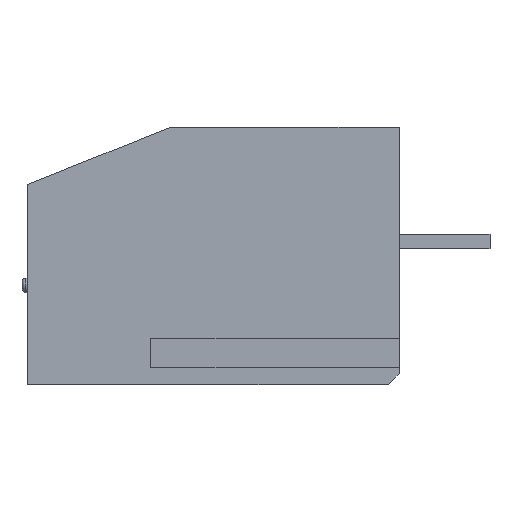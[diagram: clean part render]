
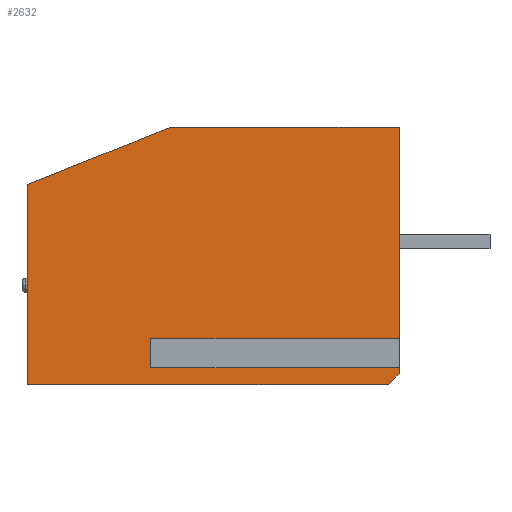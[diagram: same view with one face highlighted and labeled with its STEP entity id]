
A CAD part, left-side view. The second image highlights one B-rep face of the part: STEP entity #2632.
In plain terms, the highlighted planar face has unit normal (-1, 0, 0).
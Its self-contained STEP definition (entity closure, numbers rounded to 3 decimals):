
#230=FACE_OUTER_BOUND('',#374,.T.);
#374=EDGE_LOOP('',(#2063,#2064,#2065,#2066,#2067,#2068,#2069,#2070,#2071,
#2072));
#439=LINE('',#3651,#722);
#442=LINE('',#3656,#725);
#444=LINE('',#3660,#727);
#572=LINE('',#4382,#855);
#614=LINE('',#4465,#897);
#615=LINE('',#4467,#898);
#616=LINE('',#4469,#899);
#617=LINE('',#4471,#900);
#618=LINE('',#4472,#901);
#619=LINE('',#4473,#902);
#722=VECTOR('',#2927,10.);
#725=VECTOR('',#2932,10.);
#727=VECTOR('',#2936,10.);
#855=VECTOR('',#3302,0.539);
#897=VECTOR('',#3378,0.991);
#898=VECTOR('',#3379,10.);
#899=VECTOR('',#3380,10.);
#900=VECTOR('',#3381,4.679);
#901=VECTOR('',#3382,2.413);
#902=VECTOR('',#3383,0.991);
#1005=VERTEX_POINT('',#3649);
#1006=VERTEX_POINT('',#3650);
#1007=VERTEX_POINT('',#3655);
#1008=VERTEX_POINT('',#3659);
#1136=VERTEX_POINT('',#4379);
#1137=VERTEX_POINT('',#4381);
#1161=VERTEX_POINT('',#4464);
#1162=VERTEX_POINT('',#4466);
#1163=VERTEX_POINT('',#4468);
#1164=VERTEX_POINT('',#4470);
#1249=EDGE_CURVE('',#1005,#1006,#439,.T.);
#1252=EDGE_CURVE('',#1007,#1005,#442,.T.);
#1254=EDGE_CURVE('',#1006,#1008,#444,.T.);
#1444=EDGE_CURVE('',#1137,#1136,#572,.T.);
#1486=EDGE_CURVE('',#1161,#1008,#614,.T.);
#1487=EDGE_CURVE('',#1162,#1161,#615,.T.);
#1488=EDGE_CURVE('',#1162,#1163,#616,.T.);
#1489=EDGE_CURVE('',#1164,#1163,#617,.T.);
#1490=EDGE_CURVE('',#1137,#1164,#618,.T.);
#1491=EDGE_CURVE('',#1007,#1136,#619,.T.);
#2063=ORIENTED_EDGE('',*,*,#1254,.T.);
#2064=ORIENTED_EDGE('',*,*,#1486,.F.);
#2065=ORIENTED_EDGE('',*,*,#1487,.F.);
#2066=ORIENTED_EDGE('',*,*,#1488,.T.);
#2067=ORIENTED_EDGE('',*,*,#1489,.F.);
#2068=ORIENTED_EDGE('',*,*,#1490,.F.);
#2069=ORIENTED_EDGE('',*,*,#1444,.T.);
#2070=ORIENTED_EDGE('',*,*,#1491,.F.);
#2071=ORIENTED_EDGE('',*,*,#1252,.T.);
#2072=ORIENTED_EDGE('',*,*,#1249,.T.);
#2444=PLANE('',#2838);
#2632=ADVANCED_FACE('',(#230),#2444,.F.);
#2838=AXIS2_PLACEMENT_3D('',#4463,#3376,#3377);
#2927=DIRECTION('',(0.,0.,1.));
#2932=DIRECTION('',(0.,1.,0.));
#2936=DIRECTION('',(0.,-1.,0.));
#3302=DIRECTION('',(0.,-0.707,0.707));
#3376=DIRECTION('center_axis',(1.,0.,0.));
#3377=DIRECTION('ref_axis',(0.,0.,-1.));
#3378=DIRECTION('',(0.,0.,-1.));
#3379=DIRECTION('',(0.,-1.,0.));
#3380=DIRECTION('',(0.,0.928,-0.371));
#3381=DIRECTION('',(0.,0.,1.));
#3382=DIRECTION('',(0.,1.,0.));
#3383=DIRECTION('',(0.,0.,-1.));
#3649=CARTESIAN_POINT('',(-7.62,8.682,-3.904));
#3650=CARTESIAN_POINT('',(-7.62,8.682,-2.888));
#3651=CARTESIAN_POINT('',(-7.62,8.682,-3.694));
#3655=CARTESIAN_POINT('',(-7.62,0.,-3.904));
#3656=CARTESIAN_POINT('',(-7.62,2.794,-3.904));
#3659=CARTESIAN_POINT('',(-7.62,0.,-2.888));
#3660=CARTESIAN_POINT('',(-7.62,0.,-2.888));
#4379=CARTESIAN_POINT('',(-7.62,0.,-4.119));
#4381=CARTESIAN_POINT('',(-7.62,0.381,-4.5));
#4382=CARTESIAN_POINT('',(-7.62,0.381,-4.5));
#4463=CARTESIAN_POINT('Origin',(-7.62,0.,-4.5));
#4464=CARTESIAN_POINT('',(-7.62,0.,4.5));
#4465=CARTESIAN_POINT('',(-7.62,0.,4.539));
#4466=CARTESIAN_POINT('',(-7.62,8.,4.5));
#4467=CARTESIAN_POINT('',(-7.62,2.504,4.5));
#4468=CARTESIAN_POINT('',(-7.62,13.,2.5));
#4469=CARTESIAN_POINT('',(-7.62,6.103,5.259));
#4470=CARTESIAN_POINT('',(-7.62,13.,-4.5));
#4471=CARTESIAN_POINT('',(-7.62,13.,-2.595));
#4472=CARTESIAN_POINT('',(-7.62,0.381,-4.5));
#4473=CARTESIAN_POINT('',(-7.62,0.,4.539));
